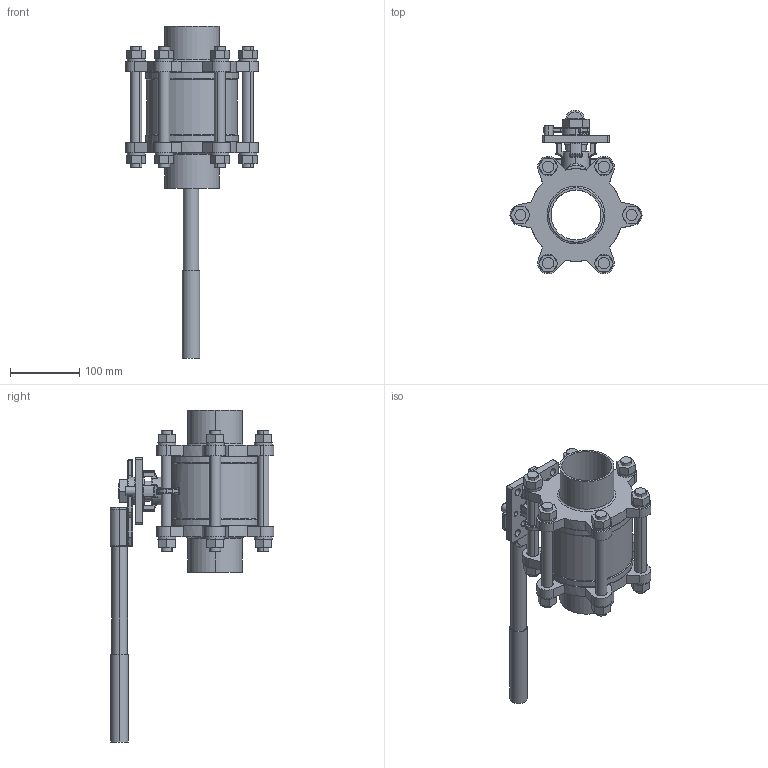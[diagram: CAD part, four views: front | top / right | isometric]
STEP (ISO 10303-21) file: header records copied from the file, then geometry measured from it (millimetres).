
FILE_DESCRIPTION (( 'STEP AP203' ), '1' );
FILE_NAME ('9020-300-TE.STEP', '2017-06-02T13:44:14', ( '' ), ( '' ), 'SwSTEP 2.0', 'SolidWorks 2014', '' );
FILE_SCHEMA (( 'CONFIG_CONTROL_DESIGN' ));
Length unit declared in the file: inch
Products named in the file (1): 9020-300-TE
Bounding box: 191.61 x 237.04 x 480.95 mm (x, y, z)
Volume: 2146131 mm3; surface area: 334862.4 mm2
Topology: 6 solids, 10 shells, 842 faces, 1989 edges, 1184 vertices
Faces by surface type: plane 387, cylinder 258, torus 77, bspline 50, cone 39, sphere 31
Entity records: 31438 total; most frequent: CARTESIAN_POINT 11944, DIRECTION 4257, ORIENTED_EDGE 3954, EDGE_CURVE 1977, AXIS2_PLACEMENT_3D 1663, VERTEX_POINT 1184, VECTOR 931, LINE 931
